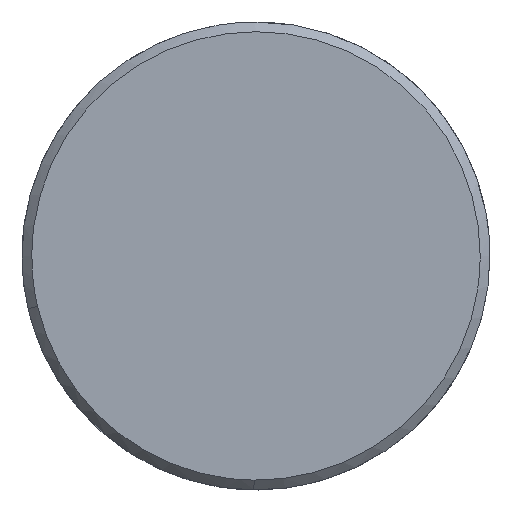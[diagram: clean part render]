
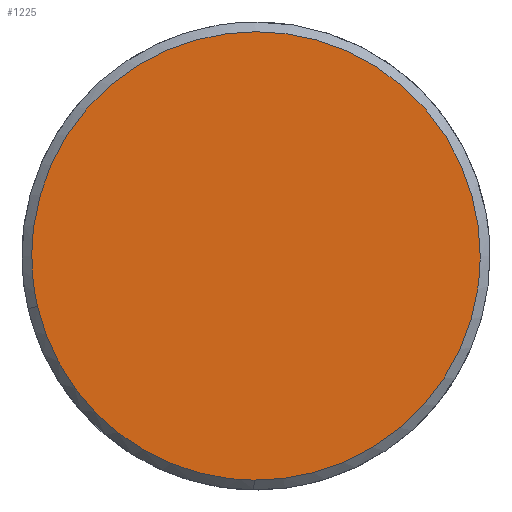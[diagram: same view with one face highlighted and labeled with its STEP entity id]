
A CAD part, top view. The second image highlights one B-rep face of the part: STEP entity #1225.
In plain terms, the highlighted free-form (B-spline) face has degree [1, 1] with [2, 2] control points.
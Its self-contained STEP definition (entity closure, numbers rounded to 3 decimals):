
#288=CARTESIAN_POINT('',(-11.204,-2.594,15.));
#289=VERTEX_POINT('',#288);
#295=CARTESIAN_POINT('',(-11.5,0.0,15.0));
#296=VERTEX_POINT('',#295);
#297=CARTESIAN_POINT('',(-11.5,0.0,15.0));
#298=CARTESIAN_POINT('',(-11.5,-1.314,15.));
#299=CARTESIAN_POINT('',(-11.204,-2.594,15.));
#307=(BOUNDED_CURVE()B_SPLINE_CURVE(2,(#297,#298,#299),.UNSPECIFIED.,.F.,.U.)B_SPLINE_CURVE_WITH_KNOTS((3,3),(0.5,0.539),.UNSPECIFIED.)CURVE()GEOMETRIC_REPRESENTATION_ITEM()RATIONAL_B_SPLINE_CURVE((1.0,0.955,0.924))REPRESENTATION_ITEM(''));
#308=EDGE_CURVE('',#296,#289,#307,.T.);
#310=CARTESIAN_POINT('',(11.5,0.0,15.0));
#311=VERTEX_POINT('',#310);
#312=CARTESIAN_POINT('',(11.5,0.0,15.0));
#313=CARTESIAN_POINT('',(11.5,11.5,15.));
#314=CARTESIAN_POINT('',(0.0,11.5,15.0));
#315=CARTESIAN_POINT('',(-11.5,11.5,15.));
#316=CARTESIAN_POINT('',(-11.5,0.0,15.0));
#324=(BOUNDED_CURVE()B_SPLINE_CURVE(2,(#312,#313,#314,#315,#316),.UNSPECIFIED.,.F.,.U.)B_SPLINE_CURVE_WITH_KNOTS((3,2,3),(0.0,0.25,0.5),.UNSPECIFIED.)CURVE()GEOMETRIC_REPRESENTATION_ITEM()RATIONAL_B_SPLINE_CURVE((1.0,0.707,1.0,0.707,1.0))REPRESENTATION_ITEM(''));
#325=EDGE_CURVE('',#311,#296,#324,.T.);
#327=CARTESIAN_POINT('',(-0.1,-11.5,15.));
#328=VERTEX_POINT('',#327);
#329=CARTESIAN_POINT('',(-0.1,-11.5,15.));
#330=CARTESIAN_POINT('',(-0.05,-11.5,15.));
#331=CARTESIAN_POINT('',(0.0,-11.5,15.0));
#332=CARTESIAN_POINT('',(11.5,-11.5,15.));
#333=CARTESIAN_POINT('',(11.5,0.0,15.0));
#341=(BOUNDED_CURVE()B_SPLINE_CURVE(2,(#329,#330,#331,#332,#333),.UNSPECIFIED.,.F.,.U.)B_SPLINE_CURVE_WITH_KNOTS((3,2,3),(0.748,0.75,1.0),.UNSPECIFIED.)CURVE()GEOMETRIC_REPRESENTATION_ITEM()RATIONAL_B_SPLINE_CURVE((0.996,0.998,1.0,0.707,1.0))REPRESENTATION_ITEM(''));
#342=EDGE_CURVE('',#328,#311,#341,.T.);
#444=CARTESIAN_POINT('',(-11.204,-2.594,15.));
#445=CARTESIAN_POINT('',(-9.16,-11.421,15.));
#446=CARTESIAN_POINT('',(-0.1,-11.5,15.));
#454=(BOUNDED_CURVE()B_SPLINE_CURVE(2,(#444,#445,#446),.UNSPECIFIED.,.F.,.U.)B_SPLINE_CURVE_WITH_KNOTS((3,3),(0.539,0.748),.UNSPECIFIED.)CURVE()GEOMETRIC_REPRESENTATION_ITEM()RATIONAL_B_SPLINE_CURVE((0.924,0.754,0.996))REPRESENTATION_ITEM(''));
#455=EDGE_CURVE('',#289,#328,#454,.T.);
#1214=CARTESIAN_POINT('',(-12.649,-12.648,15.0));
#1215=CARTESIAN_POINT('',(12.649,-12.648,15.0));
#1216=CARTESIAN_POINT('',(-12.649,12.649,15.0));
#1217=CARTESIAN_POINT('',(12.649,12.649,15.0));
#1218=B_SPLINE_SURFACE_WITH_KNOTS('',1,1,((#1214,#1216),(#1215,#1217)),.UNSPECIFIED.,.F.,.F.,.U.,(2,2),(2,2),(0.0,25.298),(0.0,25.297),.UNSPECIFIED.);
#1219=ORIENTED_EDGE('',*,*,#325,.T.);
#1220=ORIENTED_EDGE('',*,*,#308,.T.);
#1221=ORIENTED_EDGE('',*,*,#455,.T.);
#1222=ORIENTED_EDGE('',*,*,#342,.T.);
#1223=EDGE_LOOP('',(#1219,#1220,#1221,#1222));
#1224=FACE_OUTER_BOUND('',#1223,.T.);
#1225=ADVANCED_FACE('',(#1224),#1218,.T.);
